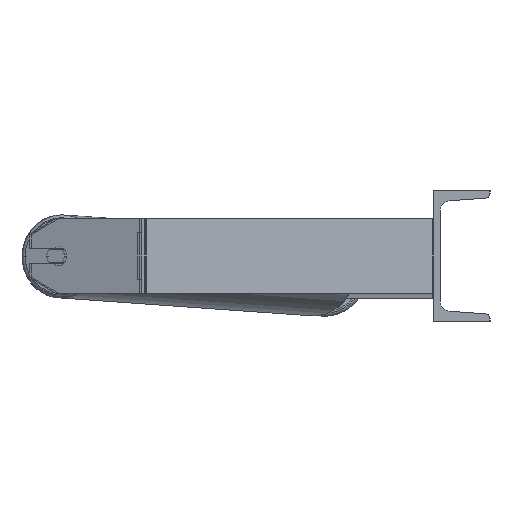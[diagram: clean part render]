
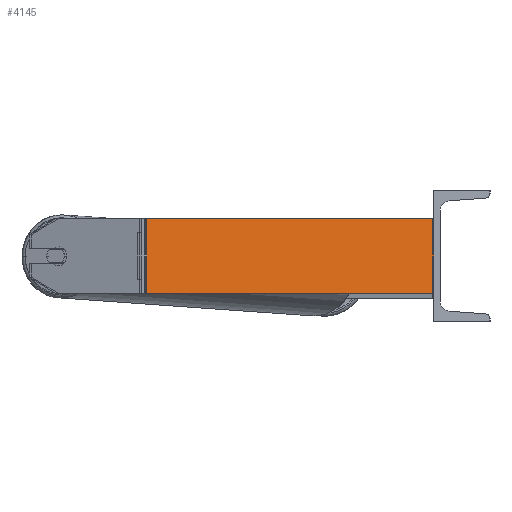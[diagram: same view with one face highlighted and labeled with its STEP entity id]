
A CAD part, left-side view. The second image highlights one B-rep face of the part: STEP entity #4145.
In plain terms, the highlighted planar face has unit normal (-0.985, -0.174, 0).
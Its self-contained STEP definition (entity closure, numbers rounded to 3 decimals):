
#63 = CARTESIAN_POINT ( 'NONE',  ( -1239.098, 306.807, 40. ) ) ;
#92 = CARTESIAN_POINT ( 'NONE',  ( -1239.098, 306.807, 40. ) ) ;
#424 = VECTOR ( 'NONE', #8189, 1000. ) ;
#788 = ORIENTED_EDGE ( 'NONE', *, *, #4090, .F. ) ;
#1287 = VECTOR ( 'NONE', #7760, 1000. ) ;
#1327 = LINE ( 'NONE', #8281, #2670 ) ;
#1896 = CARTESIAN_POINT ( 'NONE',  ( -1185., 0., 40. ) ) ;
#2303 = CARTESIAN_POINT ( 'NONE',  ( -1239.843, 311.029, -40. ) ) ;
#2535 = EDGE_LOOP ( 'NONE', ( #9091, #788, #7333, #3609 ) ) ;
#2537 = DIRECTION ( 'NONE',  ( -0.174, 0.985, 0. ) ) ;
#2557 = VERTEX_POINT ( 'NONE', #2714 ) ;
#2670 = VECTOR ( 'NONE', #3429, 1000. ) ;
#2714 = CARTESIAN_POINT ( 'NONE',  ( -1185., 0., 40. ) ) ;
#2982 = LINE ( 'NONE', #2303, #3527 ) ;
#3429 = DIRECTION ( 'NONE',  ( 0.174, -0.985, 0. ) ) ;
#3527 = VECTOR ( 'NONE', #3932, 1000. ) ;
#3609 = ORIENTED_EDGE ( 'NONE', *, *, #7262, .T. ) ;
#3932 = DIRECTION ( 'NONE',  ( 0.174, -0.985, 0. ) ) ;
#4090 = EDGE_CURVE ( 'NONE', #2557, #8384, #6049, .T. ) ;
#4145 = ADVANCED_FACE ( 'NONE', ( #8833 ), #7407, .F. ) ;
#5125 = AXIS2_PLACEMENT_3D ( 'NONE', #8883, #6715, #2537 ) ;
#5521 = CARTESIAN_POINT ( 'NONE',  ( -1185., 0., -40. ) ) ;
#5994 = EDGE_CURVE ( 'NONE', #7177, #8384, #2982, .T. ) ;
#6049 = LINE ( 'NONE', #1896, #424 ) ;
#6398 = LINE ( 'NONE', #92, #1287 ) ;
#6715 = DIRECTION ( 'NONE',  ( 0.985, 0.174, 0. ) ) ;
#6880 = VERTEX_POINT ( 'NONE', #63 ) ;
#7177 = VERTEX_POINT ( 'NONE', #7626 ) ;
#7262 = EDGE_CURVE ( 'NONE', #6880, #7177, #6398, .T. ) ;
#7333 = ORIENTED_EDGE ( 'NONE', *, *, #8359, .F. ) ;
#7407 = PLANE ( 'NONE',  #5125 ) ;
#7626 = CARTESIAN_POINT ( 'NONE',  ( -1239.098, 306.807, -40. ) ) ;
#7760 = DIRECTION ( 'NONE',  ( 0., 0., -1. ) ) ;
#8189 = DIRECTION ( 'NONE',  ( 0., 0., -1. ) ) ;
#8281 = CARTESIAN_POINT ( 'NONE',  ( -1239.843, 311.029, 40. ) ) ;
#8359 = EDGE_CURVE ( 'NONE', #6880, #2557, #1327, .T. ) ;
#8384 = VERTEX_POINT ( 'NONE', #5521 ) ;
#8833 = FACE_OUTER_BOUND ( 'NONE', #2535, .T. ) ;
#8883 = CARTESIAN_POINT ( 'NONE',  ( -1239.843, 311.029, 40. ) ) ;
#9091 = ORIENTED_EDGE ( 'NONE', *, *, #5994, .T. ) ;
